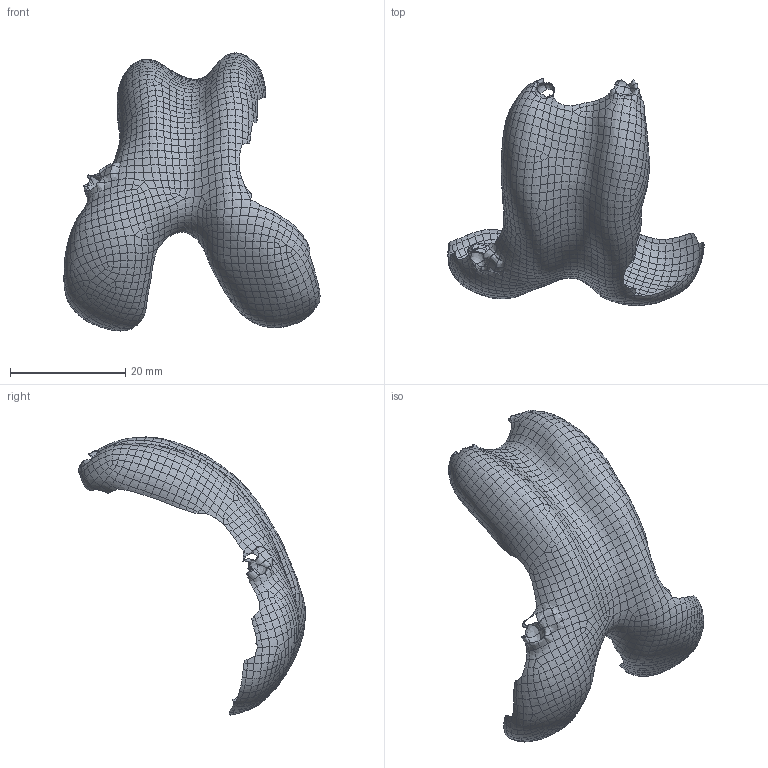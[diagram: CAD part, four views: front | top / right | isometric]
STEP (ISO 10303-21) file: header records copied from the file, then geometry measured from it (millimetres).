
FILE_DESCRIPTION(('Open CASCADE Model'),'2;1');
FILE_NAME('Open CASCADE Shape Model','2020-06-29T16:23:47',('Author'),( 'Open CASCADE'),'Open CASCADE STEP processor 7.3','Open CASCADE 7.3' ,'Unknown');
FILE_SCHEMA(('AUTOMOTIVE_DESIGN { 1 0 10303 214 1 1 1 1 }'));
Products named in the file (1): Open CASCADE STEP translator 7.3 1
Bounding box: 44.54 x 39.46 x 48.35 mm (x, y, z)
Surface area: 2598.2 mm2 (no closed solid volume)
Topology: 0 solids, 1 shells, 1531 faces, 3166 edges, 1635 vertices
Faces by surface type: bspline 1531
Entity records: 135780 total; most frequent: CARTESIAN_POINT 81982, ORIENTED_EDGE 6124, PCURVE 6124, DEFINITIONAL_REPRESENTATION 6124, DIRECTION 6016, LINE 6014, VECTOR 6014, B_SPLINE_CURVE_WITH_KNOTS 3276
